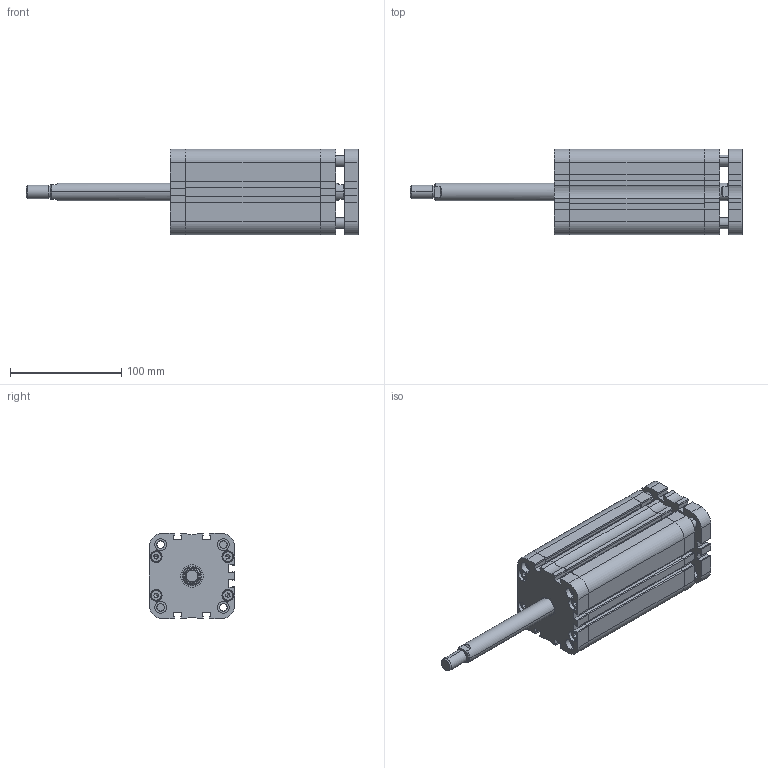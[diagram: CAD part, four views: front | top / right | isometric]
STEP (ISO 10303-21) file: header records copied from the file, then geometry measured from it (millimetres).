
FILE_DESCRIPTION (( 'STEP AP214' ), '1' );
FILE_NAME ('SM_010_063_0100_NP.STEP', '2019-11-21T13:26:03', ( '' ), ( '' ), 'SwSTEP 2.0', 'SolidWorks 2019', '' );
FILE_SCHEMA (( 'AUTOMOTIVE_DESIGN' ));
Length unit declared in the file: millimetre
Products named in the file (27): socket head thin cap screw_din_DIN 7984 - M6 x 25 --- 22N; T硂k kpl^DTZPO_T坥k kpl - D063; Tuleja^DTZPO_Tuleja - D063; socket head thin cap screw_din_DIN 7984 - M6 x 12 --- 9N; P³ytka prowadnika^DTZPO_Smart - Pok prz¢d - D063; Kopia SMART - U. t硂ka lu焠a^T硂k kpl_DTZPO_U. t坥ka lu玭a - D063; Kopia SMART - U. t硂czyska^Pokrywa prz骴 blok. obr kpl_DTZPO_U. t坥czyska - D063; Kopia SMART - U. t³oczyska^Pokrywa przód kpl_DTZPO_U. tˆoczyska - D063; socket head thin cap screw_din_DIN 7984 - M10 x 16 --- 11.5N; Pr皻 blok.^DTZPO_D063; Kopia SMART - U. t³oka S^T³ok kpl_DTZPO_U. tˆoka S - D063; socket set screw flat point_iso_ISO 4026 - M8 x 40-N; Kopia Pokrywa przód_Smart - Pok prz¢d - D063; Kopia tulejka pod szpilkê^Pokrywa przód blok. obr kpl_DTZPO_D63; Kopia T硂k_T坥k - D063; Kopia Tuleja prowadzｹca^Pokrywa prz blok. obr kpl_DTZPO_Tuleja prowadz･ca - D063; Kopia Pokrywa przód^Pokrywa przód blok. obr kpl_DTZPO_Smart - Pok prz¢d - zabez. przed obr. D063; Pokrywa przód blok. obr kpl^DTZPO_Pokrywa prz¢d kpl - zabez. przed obr. D063; Pokrywa przód kpl^DTZPO_Pokrywa prz¢d kpl - D063; Kopia Magnes^T³ok kpl_DTZPO_Magnes D063; T³oczysko^DTZPO_Tˆoczysko - D063; Kopia SMART - U. typ Oring - pokrywa^Pokrywa przód blok. obr kpl_DTZPO_U. typ Oring - D063; SM_010_063_0100_NP; Kopia Tuleja prowadz¹ca^Pokrywa przód kpl_DTZPO_Tuleja prowadz¥ca - D063; T³oczysko^DTZPO - 2_Tˆoczysko - D063; Kopia Pierœcieñ prowadz¹cy^T³ok kpl_DTZPO_Pier˜cieä prowadz¥cy D063; Kopia SMART - U. typ Oring - pokrywa^Pokrywa przód kpl_DTZPO_U. typ Oring - D063
Assembly tree (37 placements, depth 3):
  SM_010_063_0100_NP
    Pokrywa przód kpl^DTZPO_Pokrywa prz¢d kpl - D063
      Kopia Pokrywa przód_Smart - Pok prz¢d - D063
      Kopia SMART - U. typ Oring - pokrywa^Pokrywa przód kpl_DTZPO_U. typ Oring - D063
      Kopia Tuleja prowadz¹ca^Pokrywa przód kpl_DTZPO_Tuleja prowadz¥ca - D063
      Kopia SMART - U. t³oczyska^Pokrywa przód kpl_DTZPO_U. tˆoczyska - D063
    Tuleja^DTZPO_Tuleja - D063
    T硂k kpl^DTZPO_T坥k kpl - D063
      Kopia T硂k_T坥k - D063
      Kopia Magnes^T³ok kpl_DTZPO_Magnes D063
      Kopia Pierœcieñ prowadz¹cy^T³ok kpl_DTZPO_Pier˜cieä prowadz¥cy D063
      Kopia SMART - U. t硂ka lu焠a^T硂k kpl_DTZPO_U. t坥ka lu玭a - D063  x2
      Kopia SMART - U. t³oka S^T³ok kpl_DTZPO_U. tˆoka S - D063
    T³oczysko^DTZPO_Tˆoczysko - D063
    socket head thin cap screw_din_DIN 7984 - M6 x 25 --- 22N  x8
    socket set screw flat point_iso_ISO 4026 - M8 x 40-N
    Pokrywa przód blok. obr kpl^DTZPO_Pokrywa prz¢d kpl - zabez. przed obr. D063
      Kopia Pokrywa przód^Pokrywa przód blok. obr kpl_DTZPO_Smart - Pok prz¢d - zabez. przed obr. D063
      Kopia SMART - U. typ Oring - pokrywa^Pokrywa przód blok. obr kpl_DTZPO_U. typ Oring - D063
      Kopia Tuleja prowadzｹca^Pokrywa prz blok. obr kpl_DTZPO_Tuleja prowadz･ca - D063
      Kopia SMART - U. t硂czyska^Pokrywa prz骴 blok. obr kpl_DTZPO_U. t坥czyska - D063
      Kopia tulejka pod szpilkê^Pokrywa przód blok. obr kpl_DTZPO_D63  x2
    T³oczysko^DTZPO - 2_Tˆoczysko - D063
    P³ytka prowadnika^DTZPO_Smart - Pok prz¢d - D063
    Pr皻 blok.^DTZPO_D063  x2
    socket head thin cap screw_din_DIN 7984 - M6 x 12 --- 9N  x2
    socket head thin cap screw_din_DIN 7984 - M10 x 16 --- 11.5N
Bounding box: 299 x 77 x 77 mm (x, y, z)
Volume: 484225.1 mm3; surface area: 256624.5 mm2
Topology: 35 solids, 35 shells, 1337 faces, 3307 edges, 2112 vertices
Faces by surface type: plane 662, cylinder 381, cone 128, bspline 122, torus 44
Entity records: 40829 total; most frequent: CARTESIAN_POINT 12797, ORIENTED_EDGE 5562, DIRECTION 5369, EDGE_CURVE 2781, AXIS2_PLACEMENT_3D 1842, VERTEX_POINT 1819, LINE 1685, VECTOR 1685
